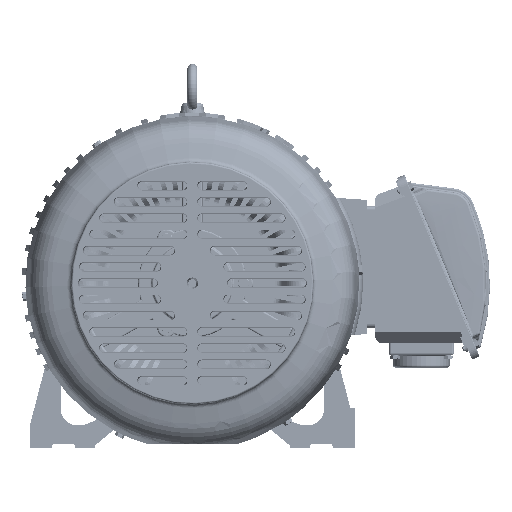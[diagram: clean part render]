
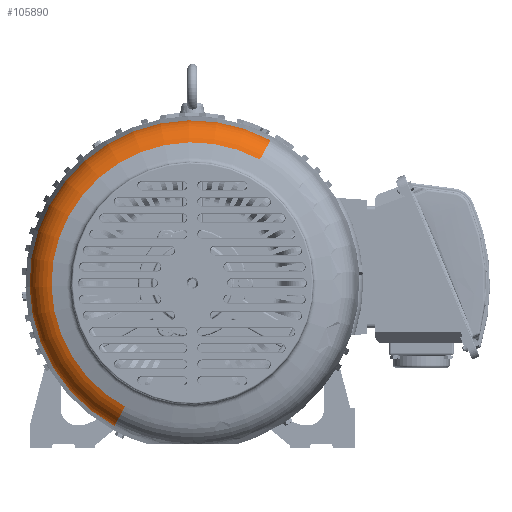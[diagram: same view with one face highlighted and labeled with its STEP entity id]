
A CAD part, front view. The second image highlights one B-rep face of the part: STEP entity #105890.
In plain terms, the highlighted toroidal (fillet/blend) face has major radius 163.789 mm and minor radius 37 mm.
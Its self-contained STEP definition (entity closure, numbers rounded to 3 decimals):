
#105791=CARTESIAN_POINT('Axis2P3D Location',(0.,-344.471,0.)) ;
#105795=CARTESIAN_POINT('Vertex',(-83.116,-344.471,-152.142)) ;
#105797=CARTESIAN_POINT('Vertex',(83.116,-344.471,152.142)) ;
#105860=CARTESIAN_POINT('Axis2P3D Location',(0.,-308.732,0.)) ;
#105865=CARTESIAN_POINT('Axis2P3D Location',(0.,-313.852,0.)) ;
#105869=CARTESIAN_POINT('Vertex',(-96.093,-313.852,-175.897)) ;
#105871=CARTESIAN_POINT('Vertex',(96.093,-313.852,175.897)) ;
#105874=CARTESIAN_POINT('Axis2P3D Location',(-78.525,-308.732,-143.738)) ;
#105879=CARTESIAN_POINT('Axis2P3D Location',(78.525,-308.732,143.738)) ;
#105792=DIRECTION('Axis2P3D Direction',(0.,1.,0.)) ;
#105861=DIRECTION('Axis2P3D Direction',(0.,1.,0.)) ;
#105862=DIRECTION('Axis2P3D XDirection',(0.479,0.,0.878)) ;
#105866=DIRECTION('Axis2P3D Direction',(0.,1.,0.)) ;
#105875=DIRECTION('Axis2P3D Direction',(0.878,0.,-0.479)) ;
#105880=DIRECTION('Axis2P3D Direction',(-0.878,0.,0.479)) ;
#105793=AXIS2_PLACEMENT_3D('Circle Axis2P3D',#105791,#105792,$) ;
#105863=AXIS2_PLACEMENT_3D('Torus Axis2P3D',#105860,#105861,#105862) ;
#105867=AXIS2_PLACEMENT_3D('Circle Axis2P3D',#105865,#105866,$) ;
#105876=AXIS2_PLACEMENT_3D('Circle Axis2P3D',#105874,#105875,$) ;
#105881=AXIS2_PLACEMENT_3D('Circle Axis2P3D',#105879,#105880,$) ;
#105885=ORIENTED_EDGE('',*,*,#105873,.F.) ;
#105886=ORIENTED_EDGE('',*,*,#105878,.T.) ;
#105887=ORIENTED_EDGE('',*,*,#105799,.T.) ;
#105888=ORIENTED_EDGE('',*,*,#105883,.F.) ;
#105890=ADVANCED_FACE('31407C383.1',(#105889),#105864,.T.) ;
#105794=CIRCLE('generated circle',#105793,173.365) ;
#105868=CIRCLE('generated circle',#105867,200.433) ;
#105877=CIRCLE('generated circle',#105876,37.) ;
#105882=CIRCLE('generated circle',#105881,37.) ;
#105864=TOROIDAL_SURFACE('homeo Torus',#105863,163.789,37.) ;
#105799=EDGE_CURVE('',#105796,#105798,#105794,.T.) ;
#105873=EDGE_CURVE('',#105870,#105872,#105868,.T.) ;
#105878=EDGE_CURVE('',#105870,#105796,#105877,.F.) ;
#105883=EDGE_CURVE('',#105872,#105798,#105882,.F.) ;
#105884=EDGE_LOOP('',(#105885,#105886,#105887,#105888)) ;
#105889=FACE_OUTER_BOUND('',#105884,.T.) ;
#105796=VERTEX_POINT('',#105795) ;
#105798=VERTEX_POINT('',#105797) ;
#105870=VERTEX_POINT('',#105869) ;
#105872=VERTEX_POINT('',#105871) ;
